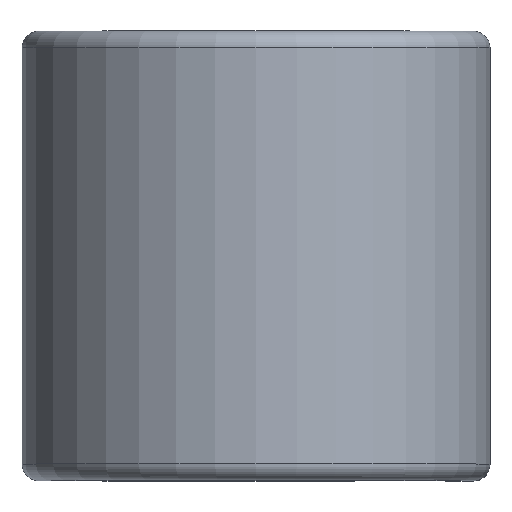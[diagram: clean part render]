
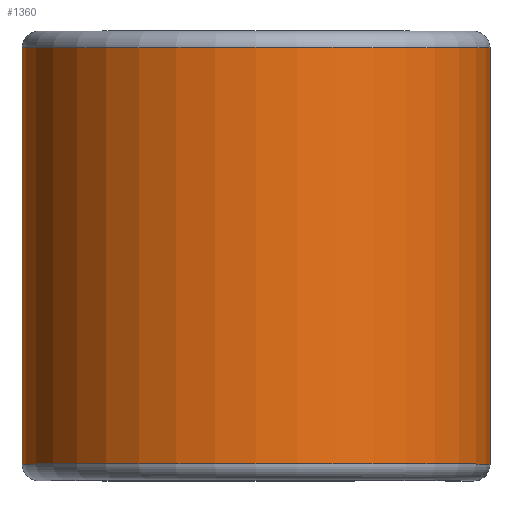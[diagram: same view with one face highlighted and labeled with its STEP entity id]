
A CAD part, top view. The second image highlights one B-rep face of the part: STEP entity #1360.
In plain terms, the highlighted cylindrical face has radius 10.744 mm (diameter 21.488 mm), a partial arc.
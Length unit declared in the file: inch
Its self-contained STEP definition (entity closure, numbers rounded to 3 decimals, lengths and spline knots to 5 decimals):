
#19 = AXIS2_PLACEMENT_3D ( 'NONE', #1485, #417, #1658 ) ;
#58 = EDGE_CURVE ( 'NONE', #2397, #385, #710, .T. ) ;
#107 = CARTESIAN_POINT ( 'NONE',  ( 0., 0.37625, -0.423 ) ) ;
#119 = CARTESIAN_POINT ( 'NONE',  ( 0.423, 0.37625, 0. ) ) ;
#154 = CYLINDRICAL_SURFACE ( 'NONE', #1785, 0.423 ) ;
#289 = ORIENTED_EDGE ( 'NONE', *, *, #58, .T. ) ;
#385 = VERTEX_POINT ( 'NONE', #119 ) ;
#389 = ORIENTED_EDGE ( 'NONE', *, *, #779, .F. ) ;
#417 = DIRECTION ( 'NONE',  ( 0., -1., 0. ) ) ;
#470 = CARTESIAN_POINT ( 'NONE',  ( 0., -0.37625, -0.423 ) ) ;
#501 = DIRECTION ( 'NONE',  ( 0., 0., -1. ) ) ;
#510 = DIRECTION ( 'NONE',  ( 0., -1., 0. ) ) ;
#515 = ORIENTED_EDGE ( 'NONE', *, *, #1441, .T. ) ;
#521 = CARTESIAN_POINT ( 'NONE',  ( 0., -0.37625, 0. ) ) ;
#684 = DIRECTION ( 'NONE',  ( 0., 1., 0. ) ) ;
#700 = VECTOR ( 'NONE', #1222, 39.37008 ) ;
#702 = EDGE_CURVE ( 'NONE', #2064, #1001, #1648, .T. ) ;
#710 = LINE ( 'NONE', #1956, #700 ) ;
#724 = CARTESIAN_POINT ( 'NONE',  ( 0., 0.37625, -0.423 ) ) ;
#779 = EDGE_CURVE ( 'NONE', #2397, #2064, #1637, .T. ) ;
#942 = FACE_OUTER_BOUND ( 'NONE', #2322, .T. ) ;
#1001 = VERTEX_POINT ( 'NONE', #724 ) ;
#1097 = CIRCLE ( 'NONE', #19, 0.423 ) ;
#1222 = DIRECTION ( 'NONE',  ( 0., 1., 0. ) ) ;
#1347 = CARTESIAN_POINT ( 'NONE',  ( 0.423, -0.37625, 0. ) ) ;
#1360 = ADVANCED_FACE ( 'NONE', ( #942 ), #154, .T. ) ;
#1441 = EDGE_CURVE ( 'NONE', #385, #1001, #1097, .T. ) ;
#1462 = CARTESIAN_POINT ( 'NONE',  ( 0., 0.375, 0. ) ) ;
#1485 = CARTESIAN_POINT ( 'NONE',  ( 0., 0.37625, 0. ) ) ;
#1547 = AXIS2_PLACEMENT_3D ( 'NONE', #521, #510, #501 ) ;
#1628 = DIRECTION ( 'NONE',  ( 0., -1., 0. ) ) ;
#1637 = CIRCLE ( 'NONE', #1547, 0.423 ) ;
#1643 = VECTOR ( 'NONE', #684, 39.37008 ) ;
#1648 = LINE ( 'NONE', #107, #1643 ) ;
#1658 = DIRECTION ( 'NONE',  ( 0., 0., -1. ) ) ;
#1785 = AXIS2_PLACEMENT_3D ( 'NONE', #1462, #1628, #2426 ) ;
#1956 = CARTESIAN_POINT ( 'NONE',  ( 0.423, 0.37625, 0. ) ) ;
#2064 = VERTEX_POINT ( 'NONE', #470 ) ;
#2116 = ORIENTED_EDGE ( 'NONE', *, *, #702, .F. ) ;
#2322 = EDGE_LOOP ( 'NONE', ( #289, #515, #2116, #389 ) ) ;
#2397 = VERTEX_POINT ( 'NONE', #1347 ) ;
#2426 = DIRECTION ( 'NONE',  ( 0., 0., -1. ) ) ;
